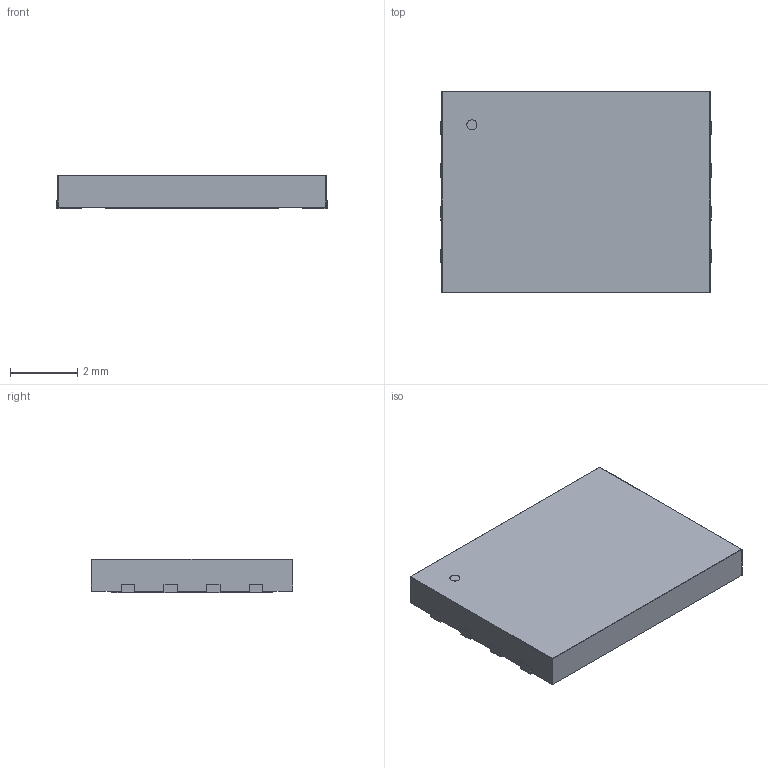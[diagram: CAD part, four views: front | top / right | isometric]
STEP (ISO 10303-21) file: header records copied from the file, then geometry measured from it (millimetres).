
FILE_DESCRIPTION(/* description */ (''),/* implementation_level */ '2;1');
FILE_NAME(/* name */ 'Micron - V-DFPN-8 MLP8 F8.step',/* time_stamp */ '2019-12-31T13:02:57+00:00',/* author */ (''),/* organization */ (''),/* preprocessor_version */ 'ST-DEVELOPER v18',/* originating_system */ 'Autodesk Translation Framework v8.12.0.6',/* authorisation */ '');
FILE_SCHEMA (('AUTOMOTIVE_DESIGN { 1 0 10303 214 3 1 1 }'));
Length unit declared in the file: millimetre
Products named in the file (1): Micron - V-DFPN-8 MLP8 F8
Bounding box: 8.05 x 6 x 1 mm (x, y, z)
Volume: 47 mm3; surface area: 124.6 mm2
Topology: 1 solids, 1 shells, 75 faces, 201 edges, 130 vertices
Faces by surface type: plane 53, cylinder 18, sphere 4
Full cylindrical faces by diameter (mm): 0.3 x1
Entity records: 2388 total; most frequent: CARTESIAN_POINT 407, ORIENTED_EDGE 402, DIRECTION 389, EDGE_CURVE 201, LINE 165, VECTOR 165, VERTEX_POINT 130, AXIS2_PLACEMENT_3D 112
